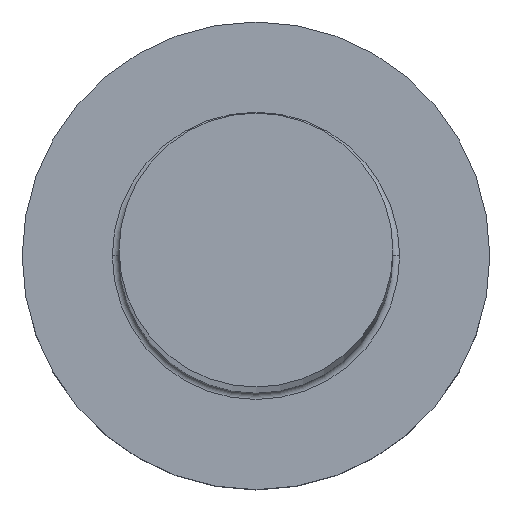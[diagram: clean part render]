
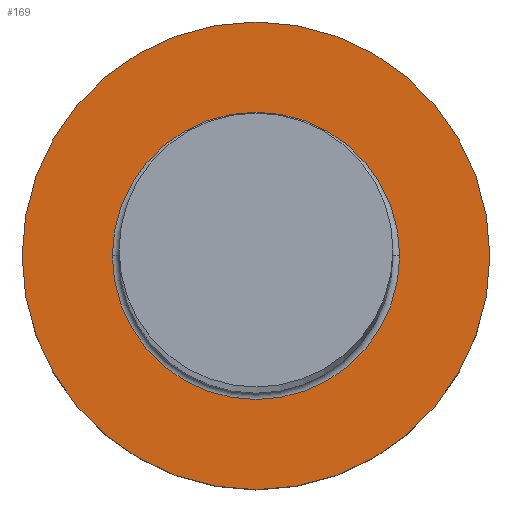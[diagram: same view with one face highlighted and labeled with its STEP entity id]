
A CAD part, top view. The second image highlights one B-rep face of the part: STEP entity #169.
In plain terms, the highlighted planar face has unit normal (0, 0, 1).
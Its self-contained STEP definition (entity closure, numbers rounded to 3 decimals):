
#1 = FACE_OUTER_BOUND ( 'NONE', #298, .T. ) ;
#3 = PLANE ( 'NONE',  #207 ) ;
#7 = CIRCLE ( 'NONE', #128, 4.3 ) ;
#21 = EDGE_CURVE ( 'NONE', #307, #193, #7, .T. ) ;
#37 = CARTESIAN_POINT ( 'NONE',  ( 0., 0., 5. ) ) ;
#63 = DIRECTION ( 'NONE',  ( 0., 0., 1. ) ) ;
#75 = AXIS2_PLACEMENT_3D ( 'NONE', #212, #271, #150 ) ;
#93 = ORIENTED_EDGE ( 'NONE', *, *, #21, .T. ) ;
#95 = CIRCLE ( 'NONE', #293, 4.3 ) ;
#96 = DIRECTION ( 'NONE',  ( 0., 0., 1. ) ) ;
#99 = CARTESIAN_POINT ( 'NONE',  ( 4.3, 0., 5. ) ) ;
#100 = DIRECTION ( 'NONE',  ( 0., 0., -1. ) ) ;
#107 = ORIENTED_EDGE ( 'NONE', *, *, #181, .T. ) ;
#115 = ORIENTED_EDGE ( 'NONE', *, *, #283, .T. ) ;
#117 = ORIENTED_EDGE ( 'NONE', *, *, #126, .T. ) ;
#121 = CARTESIAN_POINT ( 'NONE',  ( 0., 0., 5. ) ) ;
#122 = DIRECTION ( 'NONE',  ( 1., 0., 0. ) ) ;
#126 = EDGE_CURVE ( 'NONE', #204, #295, #161, .T. ) ;
#128 = AXIS2_PLACEMENT_3D ( 'NONE', #37, #284, #282 ) ;
#134 = DIRECTION ( 'NONE',  ( 1., 0., 0. ) ) ;
#148 = CARTESIAN_POINT ( 'NONE',  ( -4.3, 0., 5. ) ) ;
#150 = DIRECTION ( 'NONE',  ( 1., 0., 0. ) ) ;
#151 = AXIS2_PLACEMENT_3D ( 'NONE', #178, #63, #134 ) ;
#161 = CIRCLE ( 'NONE', #151, 7. ) ;
#169 = ADVANCED_FACE ( 'NONE', ( #294, #1 ), #3, .T. ) ;
#171 = CARTESIAN_POINT ( 'NONE',  ( 0., 0., 5. ) ) ;
#178 = CARTESIAN_POINT ( 'NONE',  ( 0., 0., 5. ) ) ;
#181 = EDGE_CURVE ( 'NONE', #295, #204, #202, .T. ) ;
#193 = VERTEX_POINT ( 'NONE', #148 ) ;
#202 = CIRCLE ( 'NONE', #75, 7. ) ;
#204 = VERTEX_POINT ( 'NONE', #290 ) ;
#207 = AXIS2_PLACEMENT_3D ( 'NONE', #171, #96, #292 ) ;
#212 = CARTESIAN_POINT ( 'NONE',  ( 0., 0., 5. ) ) ;
#214 = CARTESIAN_POINT ( 'NONE',  ( -7., 0., 5. ) ) ;
#271 = DIRECTION ( 'NONE',  ( 0., 0., 1. ) ) ;
#282 = DIRECTION ( 'NONE',  ( 1., 0., 0. ) ) ;
#283 = EDGE_CURVE ( 'NONE', #193, #307, #95, .T. ) ;
#284 = DIRECTION ( 'NONE',  ( 0., 0., -1. ) ) ;
#290 = CARTESIAN_POINT ( 'NONE',  ( 7., 0., 5. ) ) ;
#292 = DIRECTION ( 'NONE',  ( 1., 0., 0. ) ) ;
#293 = AXIS2_PLACEMENT_3D ( 'NONE', #121, #100, #122 ) ;
#294 = FACE_BOUND ( 'NONE', #301, .T. ) ;
#295 = VERTEX_POINT ( 'NONE', #214 ) ;
#298 = EDGE_LOOP ( 'NONE', ( #107, #117 ) ) ;
#301 = EDGE_LOOP ( 'NONE', ( #93, #115 ) ) ;
#307 = VERTEX_POINT ( 'NONE', #99 ) ;
